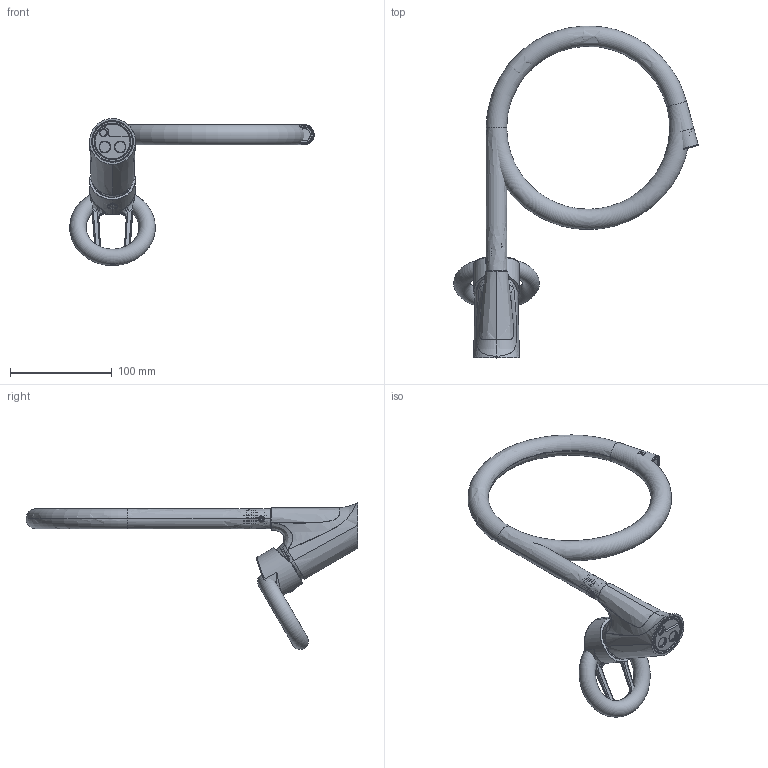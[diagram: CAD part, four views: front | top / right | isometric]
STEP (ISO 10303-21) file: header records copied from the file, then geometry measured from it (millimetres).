
FILE_DESCRIPTION((''),'2;1');
FILE_NAME('GS56R52_ASM_ASM','2020-04-28T',('fth20'),(''),'CREO PARAMETRIC BY PTC INC, 2015480','CREO PARAMETRIC BY PTC INC, 2015480','');
FILE_SCHEMA(('CONFIG_CONTROL_DESIGN'));
Products named in the file (17): 80T56352_2; 8J16X2-01_2; 8YJ56266_2; 7SJ56266_2; 8J18X22_2; 84T56266_2; 81T56X01_2; J10351_4; 8YG35000_2; 8ZG97000_3; 80P35GS2_4; 8CM5X7_3; 80N81050_3; 80G56R52_3; M18011-02_1; GS56R52_ASM_4_ASM; GS56R52_ASM_ASM
Assembly tree (18 placements, depth 3):
  GS56R52_ASM_ASM
    GS56R52_ASM_4_ASM
      80T56352_2
      8J16X2-01_2
      8YJ56266_2
      7SJ56266_2  x2
      8J18X22_2  x2
      84T56266_2
      81T56X01_2
      J10351_4
      8YG35000_2
      8ZG97000_3
      80P35GS2_4
      8CM5X7_3
      80N81050_3
      80G56R52_3
      M18011-02_1
Bounding box: 240.01 x 325.89 x 144.31 mm (x, y, z)
Surface area: 180868.2 mm2 (no closed solid volume)
Topology: 0 solids, 0 shells, 668 faces, 3302 edges, 3246 vertices
Faces by surface type: bspline 608, torus 48, sphere 12
Entity records: 97701 total; most frequent: CARTESIAN_POINT 66208, DIRECTION 5002, TRIMMED_CURVE 4000, VECTOR 3214, LINE 3214, DEFINITIONAL_REPRESENTATION 3098, PCURVE 3098, COMPOSITE_CURVE_SEGMENT 3098
